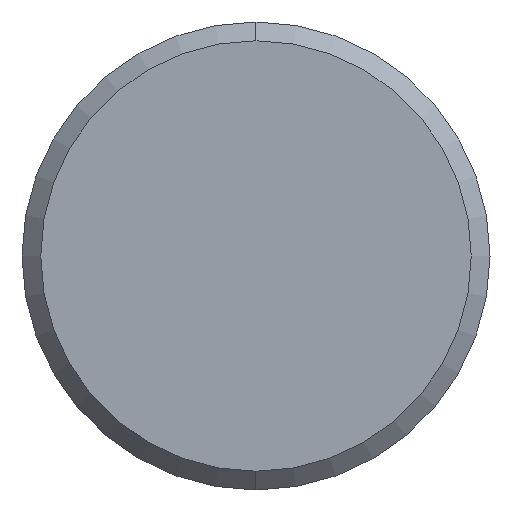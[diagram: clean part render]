
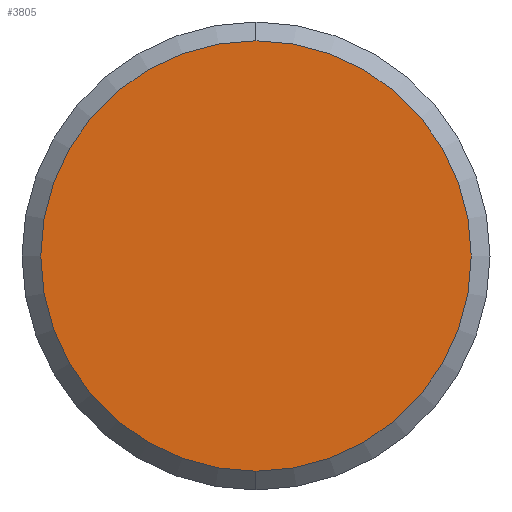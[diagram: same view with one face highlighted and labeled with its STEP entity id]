
A CAD part, left-side view. The second image highlights one B-rep face of the part: STEP entity #3805.
In plain terms, the highlighted planar face has unit normal (-1, 0, 0).
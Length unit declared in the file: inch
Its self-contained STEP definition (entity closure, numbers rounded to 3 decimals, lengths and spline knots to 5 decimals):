
#170 = DIRECTION ( 'NONE',  ( -1., 0., 0. ) ) ;
#330 = DIRECTION ( 'NONE',  ( 0., 0., -1. ) ) ;
#393 = EDGE_LOOP ( 'NONE', ( #3262, #766 ) ) ;
#629 = CIRCLE ( 'NONE', #3665, 0.11485 ) ;
#636 = CIRCLE ( 'NONE', #2433, 0.11485 ) ;
#688 = EDGE_CURVE ( 'NONE', #3268, #2213, #629, .T. ) ;
#766 = ORIENTED_EDGE ( 'NONE', *, *, #688, .T. ) ;
#1047 = AXIS2_PLACEMENT_3D ( 'NONE', #1525, #3287, #330 ) ;
#1220 = DIRECTION ( 'NONE',  ( -1., 0., 0. ) ) ;
#1329 = CARTESIAN_POINT ( 'NONE',  ( 0., 0., 0. ) ) ;
#1525 = CARTESIAN_POINT ( 'NONE',  ( 0., 0., 0. ) ) ;
#1856 = EDGE_CURVE ( 'NONE', #2213, #3268, #636, .T. ) ;
#2138 = CARTESIAN_POINT ( 'NONE',  ( 0., 0., -0.11485 ) ) ;
#2213 = VERTEX_POINT ( 'NONE', #2138 ) ;
#2433 = AXIS2_PLACEMENT_3D ( 'NONE', #3327, #1220, #2959 ) ;
#2682 = PLANE ( 'NONE',  #1047 ) ;
#2884 = CARTESIAN_POINT ( 'NONE',  ( 0., 0., 0.11485 ) ) ;
#2959 = DIRECTION ( 'NONE',  ( 0., 0., -1. ) ) ;
#3262 = ORIENTED_EDGE ( 'NONE', *, *, #1856, .T. ) ;
#3268 = VERTEX_POINT ( 'NONE', #2884 ) ;
#3287 = DIRECTION ( 'NONE',  ( 1., 0., 0. ) ) ;
#3327 = CARTESIAN_POINT ( 'NONE',  ( 0., 0., 0. ) ) ;
#3665 = AXIS2_PLACEMENT_3D ( 'NONE', #1329, #170, #3718 ) ;
#3718 = DIRECTION ( 'NONE',  ( 0., 0., -1. ) ) ;
#3805 = ADVANCED_FACE ( 'NONE', ( #3819 ), #2682, .F. ) ;
#3819 = FACE_OUTER_BOUND ( 'NONE', #393, .T. ) ;
